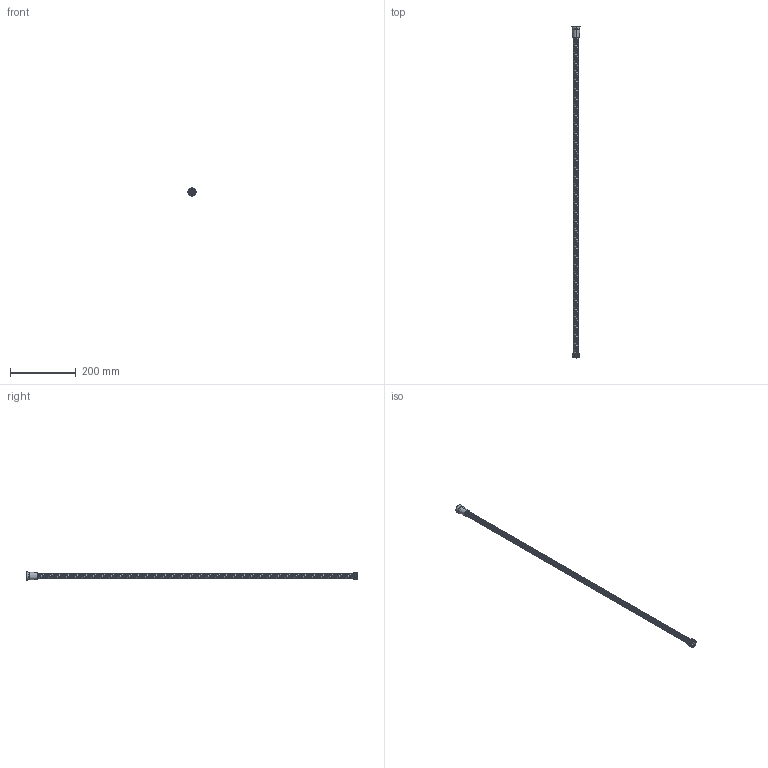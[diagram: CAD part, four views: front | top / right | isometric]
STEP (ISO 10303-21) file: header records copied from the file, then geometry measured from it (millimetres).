
FILE_DESCRIPTION (( 'STEP AP203' ), '1' );
FILE_NAME ('AAZP02809.STEP', '2025-07-09T10:34:46', ( '' ), ( '' ), 'SwSTEP 2.0', 'SolidWorks 2021', '' );
FILE_SCHEMA (( 'CONFIG_CONTROL_DESIGN' ));
Length unit declared in the file: millimetre
Products named in the file (1): AAZP02809
Bounding box: 25 x 1008.7 x 25 mm (x, y, z)
Volume: 131716.9 mm3; surface area: 144215.2 mm2
Topology: 12 solids, 12 shells, 1109 faces, 2879 edges, 1798 vertices
Faces by surface type: cylinder 697, plane 388, bspline 16, cone 8
Entity records: 62826 total; most frequent: CARTESIAN_POINT 38875, ORIENTED_EDGE 5758, DIRECTION 4389, EDGE_CURVE 2879, VERTEX_POINT 1798, AXIS2_PLACEMENT_3D 1560, LINE 1269, VECTOR 1269
